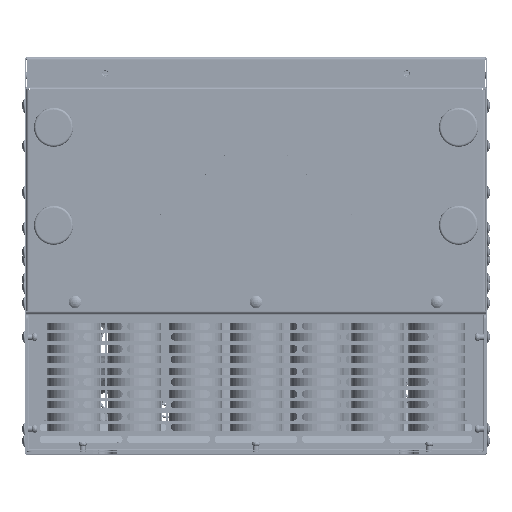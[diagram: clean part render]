
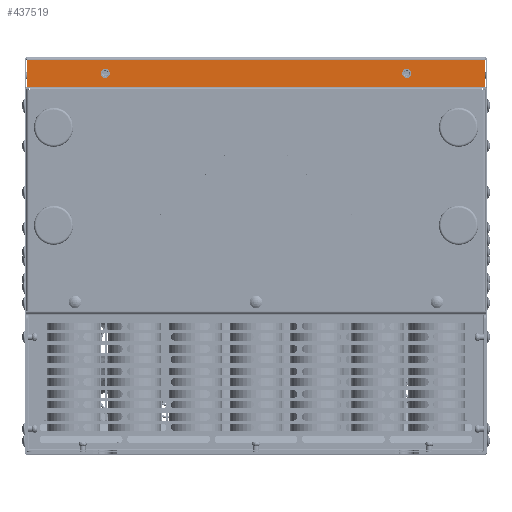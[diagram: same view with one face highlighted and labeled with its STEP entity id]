
A CAD part, top view. The second image highlights one B-rep face of the part: STEP entity #437519.
In plain terms, the highlighted planar face has unit normal (0, 0, 1).
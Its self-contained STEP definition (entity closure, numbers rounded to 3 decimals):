
#435794=DIRECTION('',(-1.,0.,0.));
#435795=VECTOR('',#435794,303.6);
#435796=CARTESIAN_POINT('',(151.8,129.8,-12.82));
#435797=LINE('',#435796,#435795);
#435808=DIRECTION('',(0.,1.,0.));
#435809=VECTOR('',#435808,18.3);
#435810=CARTESIAN_POINT('',(-151.8,111.5,-12.82));
#435811=LINE('',#435810,#435809);
#435815=DIRECTION('',(0.,-1.,0.));
#435816=VECTOR('',#435815,18.3);
#435817=CARTESIAN_POINT('',(151.8,129.8,-12.82));
#435818=LINE('',#435817,#435816);
#435822=DIRECTION('',(-1.,0.,0.));
#435823=VECTOR('',#435822,303.6);
#435824=CARTESIAN_POINT('',(151.8,111.5,-12.82));
#435825=LINE('',#435824,#435823);
#435829=CARTESIAN_POINT('',(-100.,120.7,-12.82));
#435830=DIRECTION('',(0.,0.,1.));
#435831=DIRECTION('',(-1.,0.,0.));
#435832=AXIS2_PLACEMENT_3D('',#435829,#435830,#435831);
#435837=CARTESIAN_POINT('',(-100.,120.7,-12.82));
#435838=DIRECTION('',(0.,0.,1.));
#435839=DIRECTION('',(1.,0.,0.));
#435840=AXIS2_PLACEMENT_3D('',#435837,#435838,#435839);
#435845=CARTESIAN_POINT('',(100.,120.7,-12.82));
#435846=DIRECTION('',(0.,0.,1.));
#435847=DIRECTION('',(-1.,0.,0.));
#435848=AXIS2_PLACEMENT_3D('',#435845,#435846,#435847);
#435853=CARTESIAN_POINT('',(100.,120.7,-12.82));
#435854=DIRECTION('',(0.,0.,1.));
#435855=DIRECTION('',(1.,0.,0.));
#435856=AXIS2_PLACEMENT_3D('',#435853,#435854,#435855);
#436167=CARTESIAN_POINT('',(151.8,129.8,-12.82));
#436168=VERTEX_POINT('',#436167);
#436171=CARTESIAN_POINT('',(-151.8,129.8,-12.82));
#436172=VERTEX_POINT('',#436171);
#436173=CARTESIAN_POINT('',(-151.8,111.5,-12.82));
#436174=VERTEX_POINT('',#436173);
#436175=CARTESIAN_POINT('',(151.8,111.5,-12.82));
#436176=VERTEX_POINT('',#436175);
#436177=CARTESIAN_POINT('',(-103.,120.7,-12.82));
#436178=CARTESIAN_POINT('',(-97.,120.7,-12.82));
#436179=VERTEX_POINT('',#436177);
#436180=VERTEX_POINT('',#436178);
#436181=CARTESIAN_POINT('',(97.,120.7,-12.82));
#436182=CARTESIAN_POINT('',(103.,120.7,-12.82));
#436183=VERTEX_POINT('',#436181);
#436184=VERTEX_POINT('',#436182);
#437493=CARTESIAN_POINT('',(79.665,131.5,-12.82));
#437494=DIRECTION('',(0.,0.,1.));
#437495=DIRECTION('',(-1.,0.,0.));
#437496=AXIS2_PLACEMENT_3D('',#437493,#437494,#437495);
#437497=PLANE('',#437496);
#437499=ORIENTED_EDGE('',*,*,#437498,.T.);
#437500=ORIENTED_EDGE('',*,*,#437477,.F.);
#437502=ORIENTED_EDGE('',*,*,#437501,.T.);
#437504=ORIENTED_EDGE('',*,*,#437503,.T.);
#437505=EDGE_LOOP('',(#437499,#437500,#437502,#437504));
#437506=FACE_OUTER_BOUND('',#437505,.F.);
#437508=ORIENTED_EDGE('',*,*,#437507,.T.);
#437510=ORIENTED_EDGE('',*,*,#437509,.T.);
#437511=EDGE_LOOP('',(#437508,#437510));
#437512=FACE_BOUND('',#437511,.F.);
#437514=ORIENTED_EDGE('',*,*,#437513,.T.);
#437516=ORIENTED_EDGE('',*,*,#437515,.T.);
#437517=EDGE_LOOP('',(#437514,#437516));
#437518=FACE_BOUND('',#437517,.F.);
#435833=CIRCLE('',#435832,3.);
#435841=CIRCLE('',#435840,3.);
#435849=CIRCLE('',#435848,3.);
#435857=CIRCLE('',#435856,3.);
#437477=EDGE_CURVE('',#436168,#436172,#435797,.T.);
#437498=EDGE_CURVE('',#436174,#436172,#435811,.T.);
#437501=EDGE_CURVE('',#436168,#436176,#435818,.T.);
#437503=EDGE_CURVE('',#436176,#436174,#435825,.T.);
#437507=EDGE_CURVE('',#436179,#436180,#435833,.T.);
#437509=EDGE_CURVE('',#436180,#436179,#435841,.T.);
#437513=EDGE_CURVE('',#436183,#436184,#435849,.T.);
#437515=EDGE_CURVE('',#436184,#436183,#435857,.T.);
#437519=ADVANCED_FACE('',(#437506,#437512,#437518),#437497,.T.);
